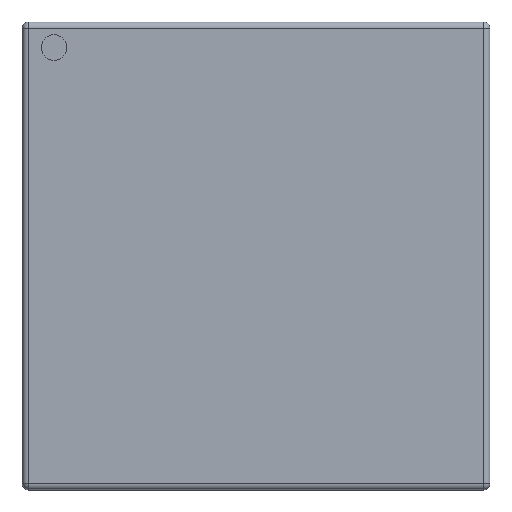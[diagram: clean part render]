
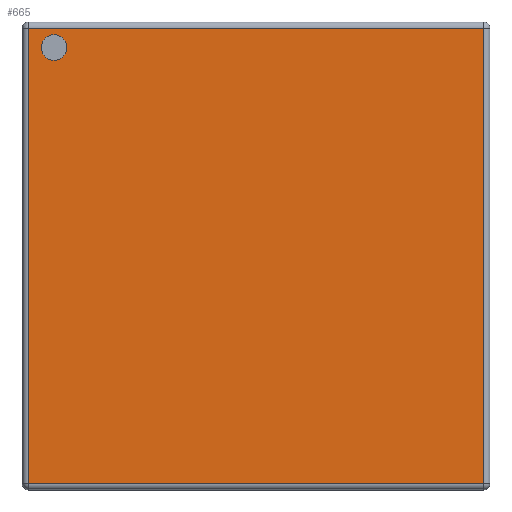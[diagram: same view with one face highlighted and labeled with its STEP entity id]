
A CAD part, top view. The second image highlights one B-rep face of the part: STEP entity #665.
In plain terms, the highlighted planar face has unit normal (0, 0, 1).
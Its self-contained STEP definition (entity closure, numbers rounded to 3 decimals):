
#30=FACE_BOUND('',#193,.T.);
#60=PLANE('',#765);
#132=FACE_OUTER_BOUND('',#192,.T.);
#192=EDGE_LOOP('',(#569,#570,#571,#572));
#193=EDGE_LOOP('',(#573));
#222=LINE('',#1103,#247);
#226=LINE('',#1116,#251);
#228=LINE('',#1119,#253);
#230=LINE('',#1122,#255);
#247=VECTOR('',#888,10.);
#251=VECTOR('',#904,10.);
#253=VECTOR('',#908,10.);
#255=VECTOR('',#912,10.);
#261=CIRCLE('',#698,0.05);
#319=VERTEX_POINT('',#1032);
#331=VERTEX_POINT('',#1064);
#337=VERTEX_POINT('',#1084);
#340=VERTEX_POINT('',#1094);
#343=VERTEX_POINT('',#1107);
#377=EDGE_CURVE('',#319,#319,#261,.T.);
#411=EDGE_CURVE('',#331,#340,#222,.T.);
#418=EDGE_CURVE('',#340,#343,#226,.T.);
#420=EDGE_CURVE('',#343,#337,#228,.T.);
#422=EDGE_CURVE('',#337,#331,#230,.T.);
#569=ORIENTED_EDGE('',*,*,#411,.F.);
#570=ORIENTED_EDGE('',*,*,#422,.F.);
#571=ORIENTED_EDGE('',*,*,#420,.F.);
#572=ORIENTED_EDGE('',*,*,#418,.F.);
#573=ORIENTED_EDGE('',*,*,#377,.T.);
#665=ADVANCED_FACE('',(#132,#30),#60,.T.);
#698=AXIS2_PLACEMENT_3D('',#1033,#803,#804);
#765=AXIS2_PLACEMENT_3D('',#1166,#962,#963);
#803=DIRECTION('center_axis',(0.,0.,-1.));
#804=DIRECTION('ref_axis',(-1.,0.,0.));
#888=DIRECTION('',(1.,0.,0.));
#904=DIRECTION('',(0.,-1.,0.));
#908=DIRECTION('',(-1.,0.,0.));
#912=DIRECTION('',(0.,1.,0.));
#962=DIRECTION('center_axis',(0.,0.,1.));
#963=DIRECTION('ref_axis',(1.,0.,0.));
#1032=CARTESIAN_POINT('',(-0.74,0.815,0.54));
#1033=CARTESIAN_POINT('Origin',(-0.79,0.815,0.54));
#1064=CARTESIAN_POINT('',(-0.89,0.89,0.54));
#1084=CARTESIAN_POINT('',(-0.89,-0.89,0.54));
#1094=CARTESIAN_POINT('',(0.89,0.89,0.54));
#1103=CARTESIAN_POINT('',(0.458,0.89,0.54));
#1107=CARTESIAN_POINT('',(0.89,-0.89,0.54));
#1116=CARTESIAN_POINT('',(0.89,-0.458,0.54));
#1119=CARTESIAN_POINT('',(-0.458,-0.89,0.54));
#1122=CARTESIAN_POINT('',(-0.89,0.458,0.54));
#1166=CARTESIAN_POINT('Origin',(0.,0.,0.54));
